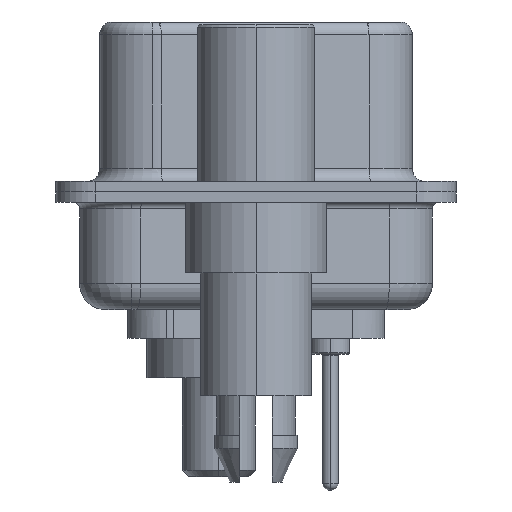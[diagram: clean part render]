
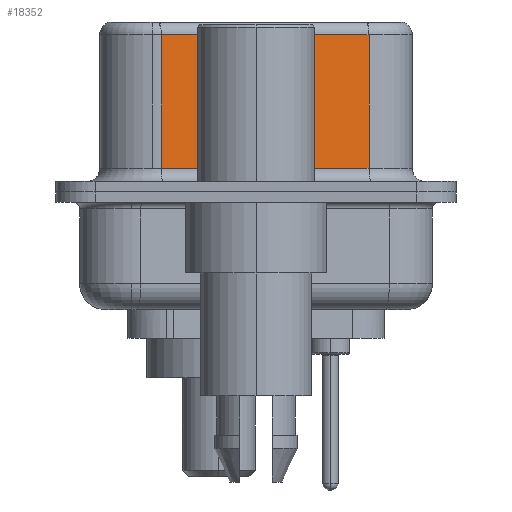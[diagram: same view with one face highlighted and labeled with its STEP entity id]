
A CAD part, left-side view. The second image highlights one B-rep face of the part: STEP entity #18352.
In plain terms, the highlighted planar face has unit normal (-0.985, -0.174, 0).
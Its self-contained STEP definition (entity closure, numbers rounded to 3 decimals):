
#1225 = VERTEX_POINT ( 'NONE', #11099 ) ;
#1886 = DIRECTION ( 'NONE',  ( 0., 0., -1. ) ) ;
#1984 = PLANE ( 'NONE',  #3266 ) ;
#2532 = EDGE_CURVE ( 'NONE', #21453, #16139, #12903, .T. ) ;
#3266 = AXIS2_PLACEMENT_3D ( 'NONE', #13808, #3751, #15434 ) ;
#3751 = DIRECTION ( 'NONE',  ( 0.985, 0.174, 0. ) ) ;
#3915 = EDGE_LOOP ( 'NONE', ( #9001, #12152, #17023, #14200 ) ) ;
#4063 = EDGE_CURVE ( 'NONE', #16139, #1225, #16701, .T. ) ;
#5065 = EDGE_CURVE ( 'NONE', #21453, #13134, #15375, .T. ) ;
#8093 = CARTESIAN_POINT ( 'NONE',  ( 3.73, 3.628, 6.02 ) ) ;
#9001 = ORIENTED_EDGE ( 'NONE', *, *, #5065, .F. ) ;
#10217 = CARTESIAN_POINT ( 'NONE',  ( 5.132, -4.322, 0.9 ) ) ;
#10484 = CARTESIAN_POINT ( 'NONE',  ( 5.132, -4.322, 6.52 ) ) ;
#10851 = DIRECTION ( 'NONE',  ( 0.174, -0.985, 0. ) ) ;
#11000 = VECTOR ( 'NONE', #1886, 1000. ) ;
#11090 = CARTESIAN_POINT ( 'NONE',  ( 5.132, -4.322, 0.9 ) ) ;
#11095 = DIRECTION ( 'NONE',  ( -0.174, 0.985, 0. ) ) ;
#11099 = CARTESIAN_POINT ( 'NONE',  ( 3.73, 3.628, 0.9 ) ) ;
#12152 = ORIENTED_EDGE ( 'NONE', *, *, #2532, .T. ) ;
#12419 = FACE_OUTER_BOUND ( 'NONE', #3915, .T. ) ;
#12883 = VECTOR ( 'NONE', #15776, 1000. ) ;
#12903 = LINE ( 'NONE', #19948, #17228 ) ;
#13134 = VERTEX_POINT ( 'NONE', #11090 ) ;
#13513 = VECTOR ( 'NONE', #10851, 1000. ) ;
#13808 = CARTESIAN_POINT ( 'NONE',  ( 5.132, -4.322, 6.52 ) ) ;
#14108 = EDGE_CURVE ( 'NONE', #1225, #13134, #20575, .T. ) ;
#14200 = ORIENTED_EDGE ( 'NONE', *, *, #14108, .T. ) ;
#15375 = LINE ( 'NONE', #10484, #11000 ) ;
#15434 = DIRECTION ( 'NONE',  ( -0.174, 0.985, 0. ) ) ;
#15776 = DIRECTION ( 'NONE',  ( 0., 0., -1. ) ) ;
#15958 = CARTESIAN_POINT ( 'NONE',  ( 3.73, 3.628, 6.52 ) ) ;
#16139 = VERTEX_POINT ( 'NONE', #8093 ) ;
#16701 = LINE ( 'NONE', #15958, #12883 ) ;
#17023 = ORIENTED_EDGE ( 'NONE', *, *, #4063, .T. ) ;
#17228 = VECTOR ( 'NONE', #11095, 1000. ) ;
#18161 = CARTESIAN_POINT ( 'NONE',  ( 5.132, -4.322, 6.02 ) ) ;
#18352 = ADVANCED_FACE ( 'NONE', ( #12419 ), #1984, .F. ) ;
#19948 = CARTESIAN_POINT ( 'NONE',  ( 5.132, -4.322, 6.02 ) ) ;
#20575 = LINE ( 'NONE', #10217, #13513 ) ;
#21453 = VERTEX_POINT ( 'NONE', #18161 ) ;
